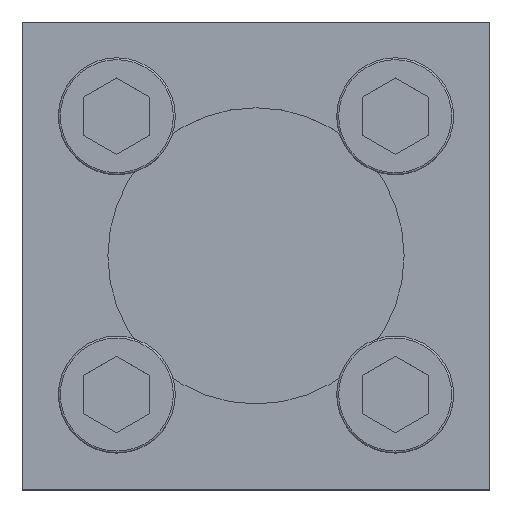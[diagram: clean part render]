
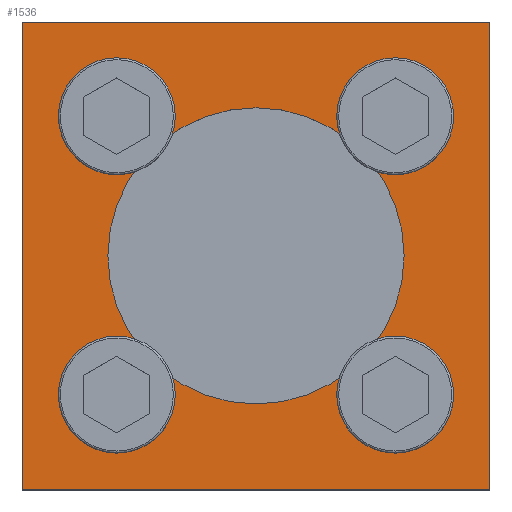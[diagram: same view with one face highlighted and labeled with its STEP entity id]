
A CAD part, top view. The second image highlights one B-rep face of the part: STEP entity #1536.
In plain terms, the highlighted planar face has unit normal (0, 0, 1).
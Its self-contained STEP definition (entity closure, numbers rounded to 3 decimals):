
#32=LINE('',#2266,#188);
#36=LINE('',#2275,#192);
#39=LINE('',#2281,#195);
#42=LINE('',#2287,#198);
#188=VECTOR('',#1823,1000.);
#192=VECTOR('',#1829,1000.);
#195=VECTOR('',#1834,1000.);
#198=VECTOR('',#1839,1000.);
#349=PLANE('',#1663);
#473=ORIENTED_EDGE('',*,*,#823,.F.);
#474=ORIENTED_EDGE('',*,*,#817,.F.);
#475=ORIENTED_EDGE('',*,*,#819,.F.);
#476=ORIENTED_EDGE('',*,*,#815,.F.);
#477=ORIENTED_EDGE('',*,*,#821,.F.);
#478=ORIENTED_EDGE('',*,*,#825,.T.);
#479=ORIENTED_EDGE('',*,*,#829,.T.);
#480=ORIENTED_EDGE('',*,*,#832,.T.);
#481=ORIENTED_EDGE('',*,*,#835,.T.);
#815=EDGE_CURVE('',#1013,#1013,#1159,.T.);
#817=EDGE_CURVE('',#1015,#1015,#1161,.T.);
#819=EDGE_CURVE('',#1017,#1017,#1163,.T.);
#821=EDGE_CURVE('',#1019,#1019,#1165,.T.);
#823=EDGE_CURVE('',#1021,#1021,#1167,.T.);
#825=EDGE_CURVE('',#1023,#1024,#32,.T.);
#829=EDGE_CURVE('',#1024,#1027,#36,.T.);
#832=EDGE_CURVE('',#1027,#1029,#39,.T.);
#835=EDGE_CURVE('',#1029,#1023,#42,.T.);
#1013=VERTEX_POINT('',#2242);
#1015=VERTEX_POINT('',#2247);
#1017=VERTEX_POINT('',#2252);
#1019=VERTEX_POINT('',#2257);
#1021=VERTEX_POINT('',#2262);
#1023=VERTEX_POINT('',#2267);
#1024=VERTEX_POINT('',#2268);
#1027=VERTEX_POINT('',#2276);
#1029=VERTEX_POINT('',#2282);
#1159=CIRCLE('',#1644,10.);
#1161=CIRCLE('',#1647,10.);
#1163=CIRCLE('',#1650,10.);
#1165=CIRCLE('',#1653,10.);
#1167=CIRCLE('',#1656,38.);
#1220=EDGE_LOOP('',(#473));
#1221=EDGE_LOOP('',(#474));
#1222=EDGE_LOOP('',(#475));
#1223=EDGE_LOOP('',(#476));
#1224=EDGE_LOOP('',(#477));
#1225=EDGE_LOOP('',(#478,#479,#480,#481));
#1374=FACE_BOUND('',#1220,.T.);
#1375=FACE_BOUND('',#1221,.T.);
#1376=FACE_BOUND('',#1222,.T.);
#1377=FACE_BOUND('',#1223,.T.);
#1378=FACE_BOUND('',#1224,.T.);
#1379=FACE_BOUND('',#1225,.T.);
#1536=ADVANCED_FACE('',(#1374,#1375,#1376,#1377,#1378,#1379),#349,.T.);
#1644=AXIS2_PLACEMENT_3D('',#2241,#1793,#1794);
#1647=AXIS2_PLACEMENT_3D('',#2246,#1799,#1800);
#1650=AXIS2_PLACEMENT_3D('',#2251,#1805,#1806);
#1653=AXIS2_PLACEMENT_3D('',#2256,#1811,#1812);
#1656=AXIS2_PLACEMENT_3D('',#2261,#1817,#1818);
#1663=AXIS2_PLACEMENT_3D('',#2338,#1867,#1868);
#1793=DIRECTION('',(0.,0.,1.));
#1794=DIRECTION('',(1.,0.,0.));
#1799=DIRECTION('',(0.,0.,1.));
#1800=DIRECTION('',(1.,0.,0.));
#1805=DIRECTION('',(0.,0.,1.));
#1806=DIRECTION('',(1.,0.,0.));
#1811=DIRECTION('',(0.,0.,1.));
#1812=DIRECTION('',(1.,0.,0.));
#1817=DIRECTION('',(0.,0.,1.));
#1818=DIRECTION('',(1.,0.,0.));
#1823=DIRECTION('',(0.,-1.,0.));
#1829=DIRECTION('',(1.,0.,0.));
#1834=DIRECTION('',(0.,1.,0.));
#1839=DIRECTION('',(-1.,0.,0.));
#1867=DIRECTION('',(0.,0.,1.));
#1868=DIRECTION('',(1.,0.,0.));
#2241=CARTESIAN_POINT('',(35.709,-35.709,2.));
#2242=CARTESIAN_POINT('',(45.709,-35.709,2.));
#2246=CARTESIAN_POINT('',(-35.709,-35.709,2.));
#2247=CARTESIAN_POINT('',(-25.709,-35.709,2.));
#2251=CARTESIAN_POINT('',(-35.709,35.709,2.));
#2252=CARTESIAN_POINT('',(-25.709,35.709,2.));
#2256=CARTESIAN_POINT('',(35.709,35.709,2.));
#2257=CARTESIAN_POINT('',(45.709,35.709,2.));
#2261=CARTESIAN_POINT('',(0.,0.,2.));
#2262=CARTESIAN_POINT('',(38.,0.,2.));
#2266=CARTESIAN_POINT('',(-60.,60.,2.));
#2267=CARTESIAN_POINT('',(-60.,60.,2.));
#2268=CARTESIAN_POINT('',(-60.,-60.,2.));
#2275=CARTESIAN_POINT('',(-60.,-60.,2.));
#2276=CARTESIAN_POINT('',(60.,-60.,2.));
#2281=CARTESIAN_POINT('',(60.,-60.,2.));
#2282=CARTESIAN_POINT('',(60.,60.,2.));
#2287=CARTESIAN_POINT('',(60.,60.,2.));
#2338=CARTESIAN_POINT('',(0.,0.,2.));
